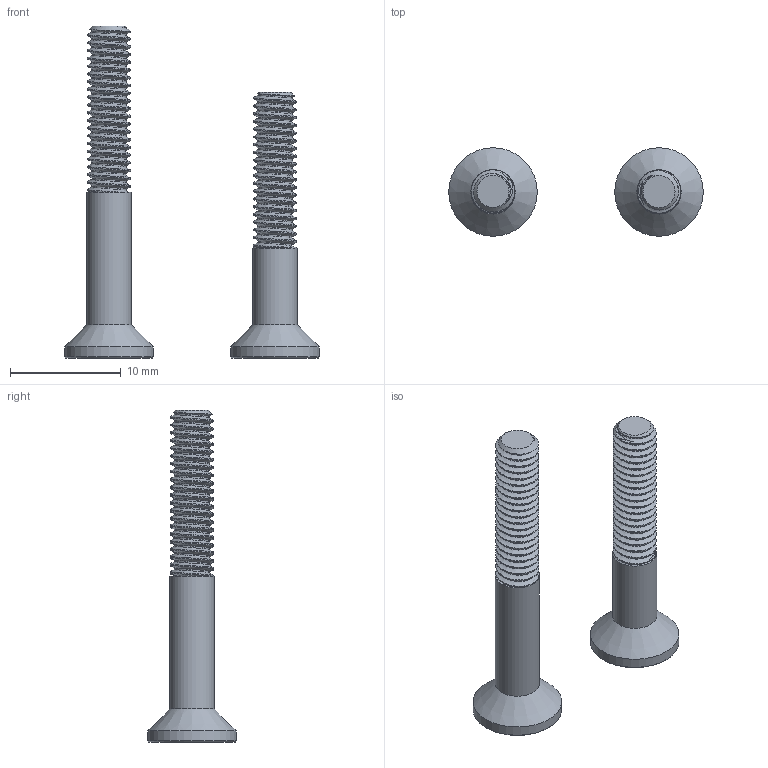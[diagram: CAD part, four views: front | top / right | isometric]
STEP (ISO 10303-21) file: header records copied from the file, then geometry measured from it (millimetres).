
FILE_DESCRIPTION(/* description */ (''),/* implementation_level */ '2;1');
FILE_NAME(/* name */ 'Vis panels v3.step',/* time_stamp */ '2023-04-04T22:17:45+02:00',/* author */ (''),/* organization */ (''),/* preprocessor_version */ 'ST-DEVELOPER v19.2',/* originating_system */ 'Autodesk Translation Framework v11.17.0.187',/* authorisation */ '');
FILE_SCHEMA (('AUTOMOTIVE_DESIGN { 1 0 10303 214 3 1 1 }'));
Length unit declared in the file: millimetre
Products named in the file (1): Vis panels
Bounding box: 23 x 8 x 30 mm (x, y, z)
Volume: 704.8 mm3; surface area: 1073.5 mm2
Topology: 2 solids, 2 shells, 146 faces, 377 edges, 238 vertices
Faces by surface type: cylinder 90, plane 43, cone 9, bspline 4
Full cylindrical faces by diameter (mm): 3.111 x17, 3.908 x25, 4 x2, 8 x2
Entity records: 9557 total; most frequent: CARTESIAN_POINT 6333, ORIENTED_EDGE 754, DIRECTION 505, EDGE_CURVE 377, VERTEX_POINT 238, B_SPLINE_CURVE_WITH_KNOTS 184, AXIS2_PLACEMENT_3D 169, LINE 167
